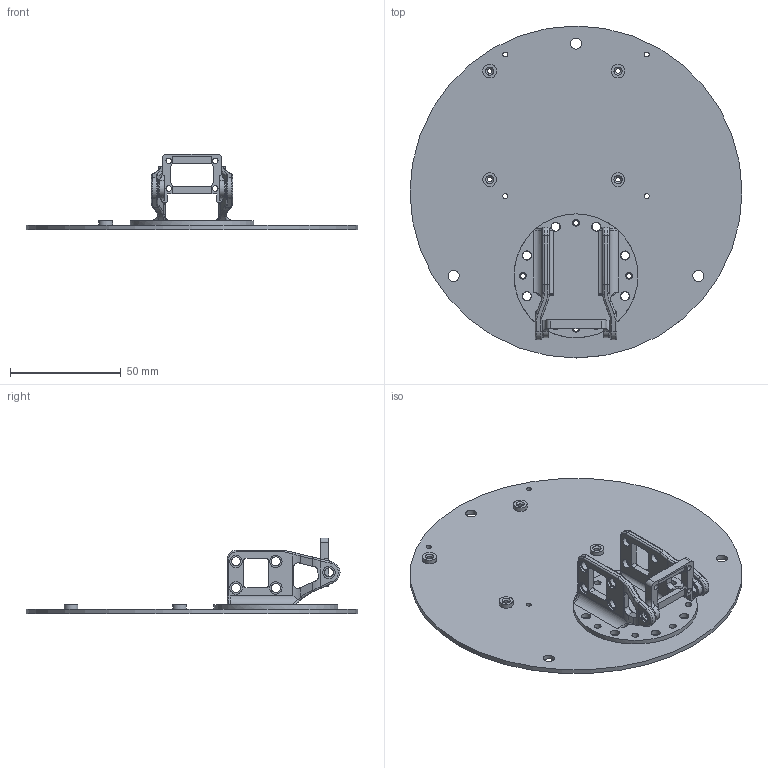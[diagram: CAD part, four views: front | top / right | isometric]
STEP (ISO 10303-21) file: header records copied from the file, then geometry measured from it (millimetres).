
FILE_DESCRIPTION( ( '' ), ' ' );
FILE_NAME( '57077491e4b06e09978171f7.step', '2016-04-08T09:06:26', ( '' ), ( '' ), ' ', ' ', ' ' );
FILE_SCHEMA( ( 'AUTOMOTIVE_DESIGN { 1 0 10303 214 1 1 1 1 }' ) );
Length unit declared in the file: metre
Products named in the file (3): disk_support; support_camera; base
Bounding box: 150 x 150 x 34.2 mm (x, y, z)
Volume: 44618.7 mm3; surface area: 45495.7 mm2
Topology: 3 solids, 3 shells, 607 faces, 1725 edges, 1125 vertices
Faces by surface type: plane 291, cylinder 258, bspline 40, torus 14, cone 4
Full cylindrical faces by diameter (mm): 2.2 x16, 2.5 x4, 3 x6, 3.9 x8, 4.1 x20, 5 x3, 5.6 x10, 6 x2, 6.2 x4, 40 x1, 56 x1, 150 x1
Entity records: 27804 total; most frequent: CARTESIAN_POINT 6990, DIRECTION 3400, ORIENTED_EDGE 3242, EDGE_CURVE 1621, AXIS2_PLACEMENT_3D 1289, VERTEX_POINT 1105, EDGE_LOOP 822, LINE 822
